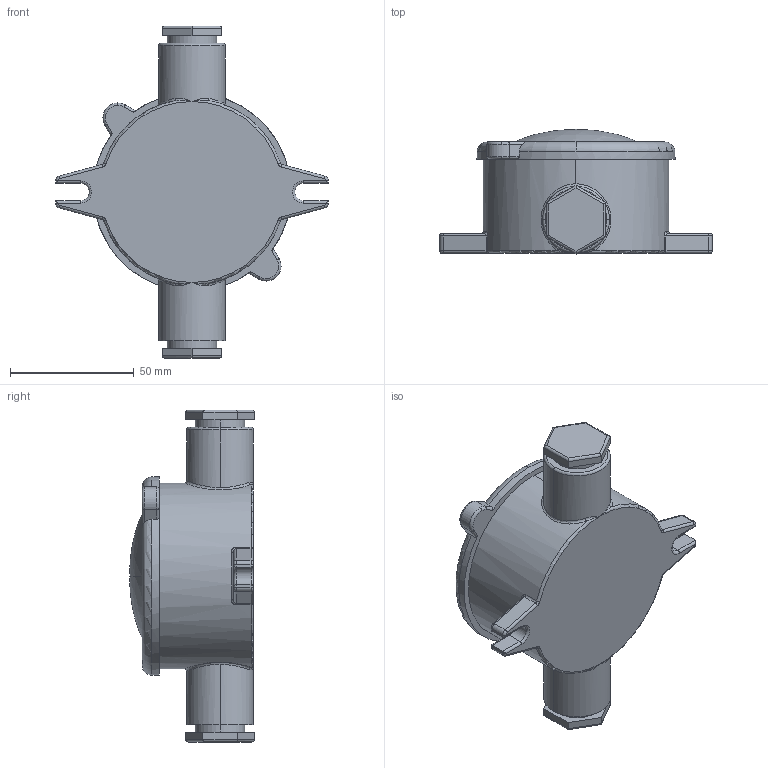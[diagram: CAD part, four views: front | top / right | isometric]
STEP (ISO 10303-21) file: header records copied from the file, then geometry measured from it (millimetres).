
FILE_DESCRIPTION (( 'STEP AP214' ), '1' );
FILE_NAME ('ZZL-01019 DUMMY.STEP', '2024-08-19T14:10:29', ( '' ), ( '' ), 'SwSTEP 2.0', 'SolidWorks 2023', '' );
FILE_SCHEMA (( 'AUTOMOTIVE_DESIGN' ));
Length unit declared in the file: millimetre
Products named in the file (1): ZZL-01019 DUMMY
Bounding box: 110 x 50.36 x 134 mm (x, y, z)
Volume: 244384.5 mm3; surface area: 28048.9 mm2
Topology: 1 solids, 1 shells, 154 faces, 357 edges, 205 vertices
Faces by surface type: cylinder 70, plane 39, torus 33, bspline 12
Entity records: 5733 total; most frequent: CARTESIAN_POINT 2347, DIRECTION 720, ORIENTED_EDGE 702, EDGE_CURVE 351, AXIS2_PLACEMENT_3D 286, VERTEX_POINT 205, EDGE_LOOP 160, ADVANCED_FACE 154
